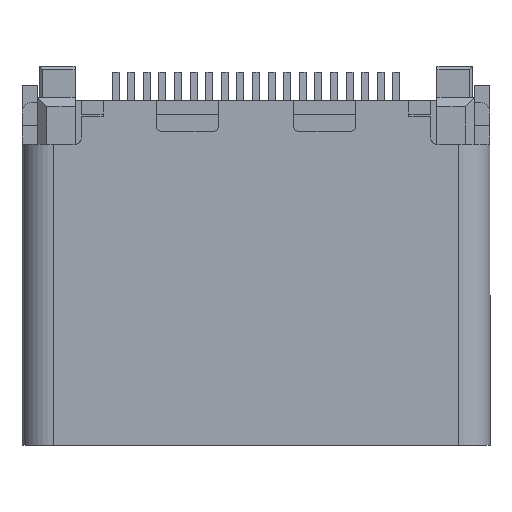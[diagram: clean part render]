
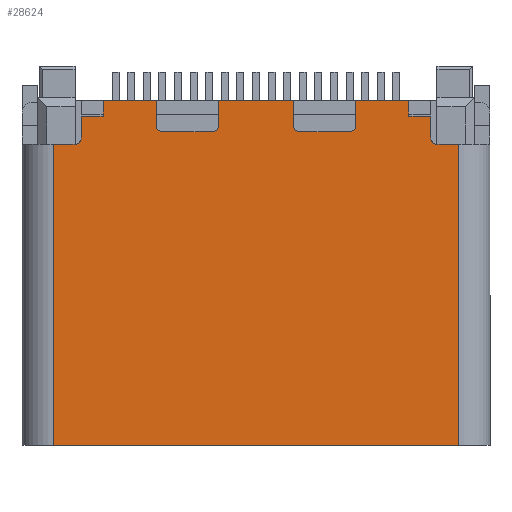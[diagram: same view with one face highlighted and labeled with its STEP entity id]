
A CAD part, top view. The second image highlights one B-rep face of the part: STEP entity #28624.
In plain terms, the highlighted planar face has unit normal (0, 0, 1).
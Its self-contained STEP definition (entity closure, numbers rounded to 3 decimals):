
#18331=CARTESIAN_POINT('',(6.5,-11.31,6.18));
#18332=VERTEX_POINT('',#18331);
#18340=CARTESIAN_POINT('',(-6.5,-11.31,6.18));
#18341=VERTEX_POINT('',#18340);
#18342=CARTESIAN_POINT('',(-6.5,-11.31,6.18));
#18343=DIRECTION('',(1.0,0.0,0.0));
#18344=VECTOR('',#18343,13.0);
#18345=LINE('',#18342,#18344);
#18346=EDGE_CURVE('',#18341,#18332,#18345,.T.);
#27078=CARTESIAN_POINT('',(-6.5,-1.66,6.18));
#27079=VERTEX_POINT('',#27078);
#27087=CARTESIAN_POINT('',(-5.8,-1.66,6.18));
#27088=VERTEX_POINT('',#27087);
#27089=CARTESIAN_POINT('',(-6.5,-1.66,6.18));
#27090=DIRECTION('',(1.0,0.0,0.0));
#27091=VECTOR('',#27090,0.7);
#27092=LINE('',#27089,#27091);
#27093=EDGE_CURVE('',#27079,#27088,#27092,.T.);
#27349=CARTESIAN_POINT('',(1.2,-0.26,6.18));
#27350=VERTEX_POINT('',#27349);
#27357=CARTESIAN_POINT('',(1.2,-1.06,6.18));
#27358=VERTEX_POINT('',#27357);
#27359=CARTESIAN_POINT('',(1.2,-0.26,6.18));
#27360=DIRECTION('',(0.0,-1.0,0.0));
#27361=VECTOR('',#27360,0.8);
#27362=LINE('',#27359,#27361);
#27363=EDGE_CURVE('',#27350,#27358,#27362,.T.);
#27570=CARTESIAN_POINT('',(5.6,-0.76,6.18));
#27571=VERTEX_POINT('',#27570);
#27578=CARTESIAN_POINT('',(5.6,-1.46,6.18));
#27579=VERTEX_POINT('',#27578);
#27580=CARTESIAN_POINT('',(5.6,-0.76,6.18));
#27581=DIRECTION('',(0.0,-1.0,0.0));
#27582=VECTOR('',#27581,0.7);
#27583=LINE('',#27580,#27582);
#27584=EDGE_CURVE('',#27571,#27579,#27583,.T.);
#27602=CARTESIAN_POINT('',(5.8,-1.66,6.18));
#27603=VERTEX_POINT('',#27602);
#27604=CARTESIAN_POINT('',(5.8,-1.46,6.18));
#27605=DIRECTION('',(0.0,0.0,1.0));
#27606=DIRECTION('',(-1.0,0.0,0.0));
#27607=AXIS2_PLACEMENT_3D('',#27604,#27605,#27606);
#27608=CIRCLE('',#27607,0.2);
#27609=EDGE_CURVE('',#27579,#27603,#27608,.T.);
#27627=CARTESIAN_POINT('',(6.5,-1.66,6.18));
#27628=VERTEX_POINT('',#27627);
#27629=CARTESIAN_POINT('',(6.5,-1.66,6.18));
#27630=DIRECTION('',(-1.0,0.0,0.0));
#27631=VECTOR('',#27630,0.7);
#27632=LINE('',#27629,#27631);
#27633=EDGE_CURVE('',#27628,#27603,#27632,.T.);
#27919=CARTESIAN_POINT('',(-4.9,-0.26,6.18));
#27920=VERTEX_POINT('',#27919);
#27927=CARTESIAN_POINT('',(-3.2,-0.26,6.18));
#27928=VERTEX_POINT('',#27927);
#27929=CARTESIAN_POINT('',(-4.9,-0.26,6.18));
#27930=DIRECTION('',(1.0,0.0,0.0));
#27931=VECTOR('',#27930,1.7);
#27932=LINE('',#27929,#27931);
#27933=EDGE_CURVE('',#27920,#27928,#27932,.T.);
#27942=CARTESIAN_POINT('',(-1.2,-0.26,6.18));
#27943=VERTEX_POINT('',#27942);
#27950=CARTESIAN_POINT('',(-1.2,-0.26,6.18));
#27951=DIRECTION('',(1.0,0.0,0.0));
#27952=VECTOR('',#27951,2.4);
#27953=LINE('',#27950,#27952);
#27954=EDGE_CURVE('',#27943,#27350,#27953,.T.);
#27958=CARTESIAN_POINT('',(3.2,-0.26,6.18));
#27959=VERTEX_POINT('',#27958);
#27966=CARTESIAN_POINT('',(4.9,-0.26,6.18));
#27967=VERTEX_POINT('',#27966);
#27968=CARTESIAN_POINT('',(3.2,-0.26,6.18));
#27969=DIRECTION('',(1.0,0.0,0.0));
#27970=VECTOR('',#27969,1.7);
#27971=LINE('',#27968,#27970);
#27972=EDGE_CURVE('',#27959,#27967,#27971,.T.);
#28456=CARTESIAN_POINT('',(4.9,-0.76,6.18));
#28457=VERTEX_POINT('',#28456);
#28458=CARTESIAN_POINT('',(4.9,-0.26,6.18));
#28459=DIRECTION('',(0.0,-1.0,0.0));
#28460=VECTOR('',#28459,0.5);
#28461=LINE('',#28458,#28460);
#28462=EDGE_CURVE('',#27967,#28457,#28461,.T.);
#28481=CARTESIAN_POINT('',(4.9,-0.76,6.18));
#28482=DIRECTION('',(1.0,0.0,0.0));
#28483=VECTOR('',#28482,0.7);
#28484=LINE('',#28481,#28483);
#28485=EDGE_CURVE('',#28457,#27571,#28484,.T.);
#28491=CARTESIAN_POINT('',(-7.15,-11.863,6.18));
#28492=DIRECTION('',(0.0,0.0,1.0));
#28493=DIRECTION('',(0.0,-1.0,0.0));
#28494=AXIS2_PLACEMENT_3D('',#28491,#28492,#28493);
#28495=PLANE('',#28494);
#28496=ORIENTED_EDGE('',*,*,#27972,.F.);
#28497=CARTESIAN_POINT('',(3.2,-1.06,6.18));
#28498=VERTEX_POINT('',#28497);
#28499=CARTESIAN_POINT('',(3.2,-1.06,6.18));
#28500=DIRECTION('',(0.0,1.0,0.0));
#28501=VECTOR('',#28500,0.8);
#28502=LINE('',#28499,#28501);
#28503=EDGE_CURVE('',#28498,#27959,#28502,.T.);
#28504=ORIENTED_EDGE('',*,*,#28503,.F.);
#28505=CARTESIAN_POINT('',(3.0,-1.26,6.18));
#28506=VERTEX_POINT('',#28505);
#28507=CARTESIAN_POINT('',(3.0,-1.06,6.18));
#28508=DIRECTION('',(0.0,0.0,1.0));
#28509=DIRECTION('',(0.0,-1.0,0.0));
#28510=AXIS2_PLACEMENT_3D('',#28507,#28508,#28509);
#28511=CIRCLE('',#28510,0.2);
#28512=EDGE_CURVE('',#28506,#28498,#28511,.T.);
#28513=ORIENTED_EDGE('',*,*,#28512,.F.);
#28514=CARTESIAN_POINT('',(1.4,-1.26,6.18));
#28515=VERTEX_POINT('',#28514);
#28516=CARTESIAN_POINT('',(1.4,-1.26,6.18));
#28517=DIRECTION('',(1.0,0.0,0.0));
#28518=VECTOR('',#28517,1.6);
#28519=LINE('',#28516,#28518);
#28520=EDGE_CURVE('',#28515,#28506,#28519,.T.);
#28521=ORIENTED_EDGE('',*,*,#28520,.F.);
#28522=CARTESIAN_POINT('',(1.4,-1.06,6.18));
#28523=DIRECTION('',(0.0,0.0,1.0));
#28524=DIRECTION('',(-1.0,0.0,0.0));
#28525=AXIS2_PLACEMENT_3D('',#28522,#28523,#28524);
#28526=CIRCLE('',#28525,0.2);
#28527=EDGE_CURVE('',#27358,#28515,#28526,.T.);
#28528=ORIENTED_EDGE('',*,*,#28527,.F.);
#28529=ORIENTED_EDGE('',*,*,#27363,.F.);
#28530=ORIENTED_EDGE('',*,*,#27954,.F.);
#28531=CARTESIAN_POINT('',(-1.2,-1.06,6.18));
#28532=VERTEX_POINT('',#28531);
#28533=CARTESIAN_POINT('',(-1.2,-1.06,6.18));
#28534=DIRECTION('',(0.0,1.0,0.0));
#28535=VECTOR('',#28534,0.8);
#28536=LINE('',#28533,#28535);
#28537=EDGE_CURVE('',#28532,#27943,#28536,.T.);
#28538=ORIENTED_EDGE('',*,*,#28537,.F.);
#28539=CARTESIAN_POINT('',(-1.4,-1.26,6.18));
#28540=VERTEX_POINT('',#28539);
#28541=CARTESIAN_POINT('',(-1.4,-1.06,6.18));
#28542=DIRECTION('',(0.0,0.0,1.0));
#28543=DIRECTION('',(0.0,-1.0,0.0));
#28544=AXIS2_PLACEMENT_3D('',#28541,#28542,#28543);
#28545=CIRCLE('',#28544,0.2);
#28546=EDGE_CURVE('',#28540,#28532,#28545,.T.);
#28547=ORIENTED_EDGE('',*,*,#28546,.F.);
#28548=CARTESIAN_POINT('',(-3.0,-1.26,6.18));
#28549=VERTEX_POINT('',#28548);
#28550=CARTESIAN_POINT('',(-3.0,-1.26,6.18));
#28551=DIRECTION('',(1.0,0.0,0.0));
#28552=VECTOR('',#28551,1.6);
#28553=LINE('',#28550,#28552);
#28554=EDGE_CURVE('',#28549,#28540,#28553,.T.);
#28555=ORIENTED_EDGE('',*,*,#28554,.F.);
#28556=CARTESIAN_POINT('',(-3.2,-1.06,6.18));
#28557=VERTEX_POINT('',#28556);
#28558=CARTESIAN_POINT('',(-3.0,-1.06,6.18));
#28559=DIRECTION('',(0.0,0.0,1.0));
#28560=DIRECTION('',(-1.0,0.0,0.0));
#28561=AXIS2_PLACEMENT_3D('',#28558,#28559,#28560);
#28562=CIRCLE('',#28561,0.2);
#28563=EDGE_CURVE('',#28557,#28549,#28562,.T.);
#28564=ORIENTED_EDGE('',*,*,#28563,.F.);
#28565=CARTESIAN_POINT('',(-3.2,-0.26,6.18));
#28566=DIRECTION('',(0.0,-1.0,0.0));
#28567=VECTOR('',#28566,0.8);
#28568=LINE('',#28565,#28567);
#28569=EDGE_CURVE('',#27928,#28557,#28568,.T.);
#28570=ORIENTED_EDGE('',*,*,#28569,.F.);
#28571=ORIENTED_EDGE('',*,*,#27933,.F.);
#28572=CARTESIAN_POINT('',(-4.9,-0.76,6.18));
#28573=VERTEX_POINT('',#28572);
#28574=CARTESIAN_POINT('',(-4.9,-0.26,6.18));
#28575=DIRECTION('',(0.0,-1.0,0.0));
#28576=VECTOR('',#28575,0.5);
#28577=LINE('',#28574,#28576);
#28578=EDGE_CURVE('',#27920,#28573,#28577,.T.);
#28579=ORIENTED_EDGE('',*,*,#28578,.T.);
#28580=CARTESIAN_POINT('',(-5.6,-0.76,6.18));
#28581=VERTEX_POINT('',#28580);
#28582=CARTESIAN_POINT('',(-5.6,-0.76,6.18));
#28583=DIRECTION('',(1.0,0.0,0.0));
#28584=VECTOR('',#28583,0.7);
#28585=LINE('',#28582,#28584);
#28586=EDGE_CURVE('',#28581,#28573,#28585,.T.);
#28587=ORIENTED_EDGE('',*,*,#28586,.F.);
#28588=CARTESIAN_POINT('',(-5.6,-1.46,6.18));
#28589=VERTEX_POINT('',#28588);
#28590=CARTESIAN_POINT('',(-5.6,-1.46,6.18));
#28591=DIRECTION('',(0.0,1.0,0.0));
#28592=VECTOR('',#28591,0.7);
#28593=LINE('',#28590,#28592);
#28594=EDGE_CURVE('',#28589,#28581,#28593,.T.);
#28595=ORIENTED_EDGE('',*,*,#28594,.F.);
#28596=CARTESIAN_POINT('',(-5.8,-1.46,6.18));
#28597=DIRECTION('',(0.0,0.0,1.0));
#28598=DIRECTION('',(0.0,-1.0,0.0));
#28599=AXIS2_PLACEMENT_3D('',#28596,#28597,#28598);
#28600=CIRCLE('',#28599,0.2);
#28601=EDGE_CURVE('',#27088,#28589,#28600,.T.);
#28602=ORIENTED_EDGE('',*,*,#28601,.F.);
#28603=ORIENTED_EDGE('',*,*,#27093,.F.);
#28604=CARTESIAN_POINT('',(-6.5,-1.66,6.18));
#28605=DIRECTION('',(0.0,-1.0,0.0));
#28606=VECTOR('',#28605,9.65);
#28607=LINE('',#28604,#28606);
#28608=EDGE_CURVE('',#27079,#18341,#28607,.T.);
#28609=ORIENTED_EDGE('',*,*,#28608,.T.);
#28610=ORIENTED_EDGE('',*,*,#18346,.T.);
#28611=CARTESIAN_POINT('',(6.5,-11.31,6.18));
#28612=DIRECTION('',(0.0,1.0,0.0));
#28613=VECTOR('',#28612,9.65);
#28614=LINE('',#28611,#28613);
#28615=EDGE_CURVE('',#18332,#27628,#28614,.T.);
#28616=ORIENTED_EDGE('',*,*,#28615,.T.);
#28617=ORIENTED_EDGE('',*,*,#27633,.T.);
#28618=ORIENTED_EDGE('',*,*,#27609,.F.);
#28619=ORIENTED_EDGE('',*,*,#27584,.F.);
#28620=ORIENTED_EDGE('',*,*,#28485,.F.);
#28621=ORIENTED_EDGE('',*,*,#28462,.F.);
#28622=EDGE_LOOP('',(#28496,#28504,#28513,#28521,#28528,#28529,#28530,#28538,#28547,#28555,#28564,#28570,#28571,#28579,#28587,#28595,#28602,#28603,#28609,#28610,#28616,#28617,#28618,#28619,#28620,#28621));
#28623=FACE_OUTER_BOUND('',#28622,.T.);
#28624=ADVANCED_FACE('',(#28623),#28495,.T.);
